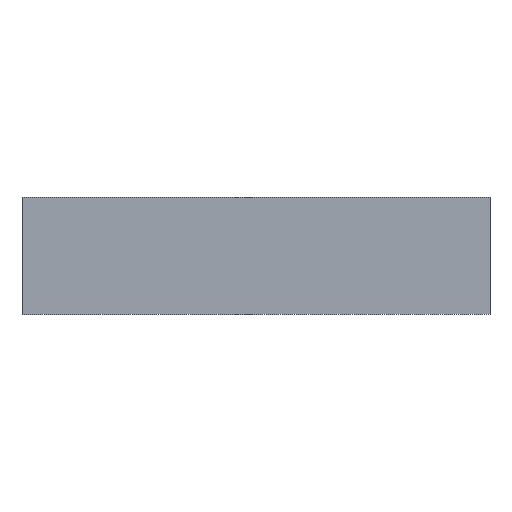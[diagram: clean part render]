
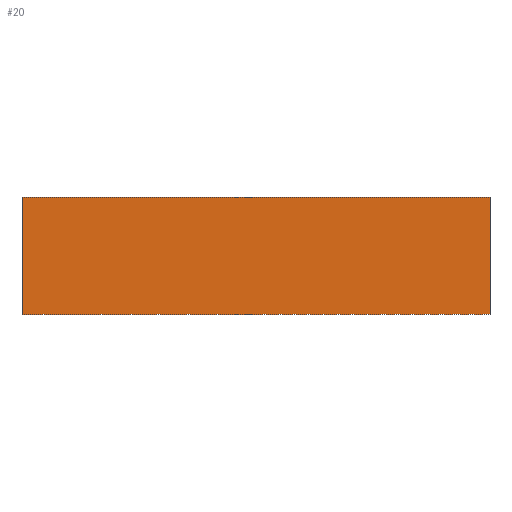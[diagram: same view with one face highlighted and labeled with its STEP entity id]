
A CAD part, front view. The second image highlights one B-rep face of the part: STEP entity #20.
In plain terms, the highlighted planar face has unit normal (0, -1, 0).
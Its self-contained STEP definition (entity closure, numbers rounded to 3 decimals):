
#4 = VECTOR ( 'NONE', #171, 1000. ) ;
#20 = ADVANCED_FACE ( 'NONE', ( #205 ), #95, .F. ) ;
#30 = VERTEX_POINT ( 'NONE', #34 ) ;
#34 = CARTESIAN_POINT ( 'NONE',  ( 0., 0., 0. ) ) ;
#37 = LINE ( 'NONE', #234, #137 ) ;
#50 = ORIENTED_EDGE ( 'NONE', *, *, #226, .F. ) ;
#51 = LINE ( 'NONE', #69, #173 ) ;
#61 = DIRECTION ( 'NONE',  ( 1., 0., 0. ) ) ;
#68 = DIRECTION ( 'NONE',  ( 1., 0., 0. ) ) ;
#69 = CARTESIAN_POINT ( 'NONE',  ( 0., 0., 0. ) ) ;
#78 = EDGE_CURVE ( 'NONE', #124, #145, #162, .T. ) ;
#90 = LINE ( 'NONE', #215, #4 ) ;
#95 = PLANE ( 'NONE',  #189 ) ;
#103 = DIRECTION ( 'NONE',  ( 0., 0., -1. ) ) ;
#106 = DIRECTION ( 'NONE',  ( 0., 0., 1. ) ) ;
#115 = ORIENTED_EDGE ( 'NONE', *, *, #169, .F. ) ;
#124 = VERTEX_POINT ( 'NONE', #142 ) ;
#137 = VECTOR ( 'NONE', #68, 1000. ) ;
#142 = CARTESIAN_POINT ( 'NONE',  ( 20., 0., 5. ) ) ;
#145 = VERTEX_POINT ( 'NONE', #202 ) ;
#146 = ORIENTED_EDGE ( 'NONE', *, *, #78, .F. ) ;
#155 = ORIENTED_EDGE ( 'NONE', *, *, #212, .F. ) ;
#162 = LINE ( 'NONE', #168, #178 ) ;
#165 = VERTEX_POINT ( 'NONE', #181 ) ;
#168 = CARTESIAN_POINT ( 'NONE',  ( 20., 0., 5. ) ) ;
#169 = EDGE_CURVE ( 'NONE', #165, #124, #37, .T. ) ;
#171 = DIRECTION ( 'NONE',  ( -1., 0., 0. ) ) ;
#173 = VECTOR ( 'NONE', #106, 1000. ) ;
#178 = VECTOR ( 'NONE', #103, 1000. ) ;
#181 = CARTESIAN_POINT ( 'NONE',  ( 0., 0., 5. ) ) ;
#189 = AXIS2_PLACEMENT_3D ( 'NONE', #198, #204, #61 ) ;
#198 = CARTESIAN_POINT ( 'NONE',  ( 0., 0., 0. ) ) ;
#202 = CARTESIAN_POINT ( 'NONE',  ( 20., 0., 0. ) ) ;
#204 = DIRECTION ( 'NONE',  ( 0., 1., 0. ) ) ;
#205 = FACE_OUTER_BOUND ( 'NONE', #231, .T. ) ;
#212 = EDGE_CURVE ( 'NONE', #145, #30, #90, .T. ) ;
#215 = CARTESIAN_POINT ( 'NONE',  ( 20., 0., 0. ) ) ;
#226 = EDGE_CURVE ( 'NONE', #30, #165, #51, .T. ) ;
#231 = EDGE_LOOP ( 'NONE', ( #115, #50, #155, #146 ) ) ;
#234 = CARTESIAN_POINT ( 'NONE',  ( 0., 0., 5. ) ) ;
